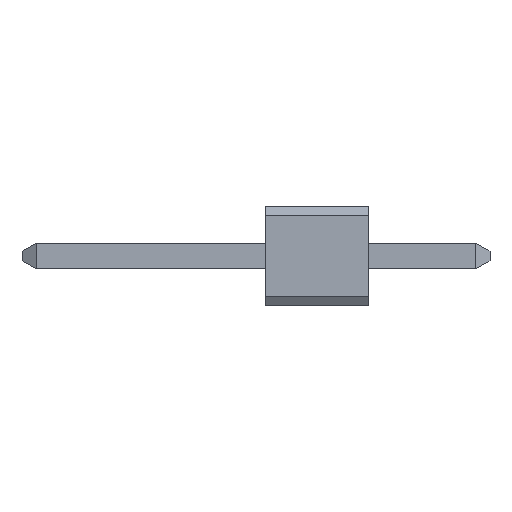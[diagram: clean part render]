
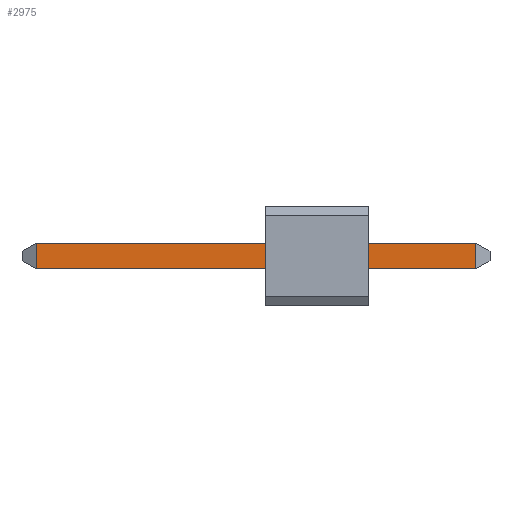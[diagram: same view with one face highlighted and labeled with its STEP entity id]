
A CAD part, left-side view. The second image highlights one B-rep face of the part: STEP entity #2975.
In plain terms, the highlighted planar face has unit normal (-1, 0, 0).
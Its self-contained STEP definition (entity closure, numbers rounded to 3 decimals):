
#129=FACE_OUTER_BOUND('',#315,.T.);
#315=EDGE_LOOP('',(#2373,#2374,#2375,#2376));
#623=LINE('',#4461,#1035);
#632=LINE('',#4479,#1044);
#636=LINE('',#4488,#1048);
#644=LINE('',#4502,#1056);
#1035=VECTOR('',#3630,10.);
#1044=VECTOR('',#3647,10.);
#1048=VECTOR('',#3655,10.);
#1056=VECTOR('',#3671,10.);
#1371=VERTEX_POINT('',#4451);
#1374=VERTEX_POINT('',#4459);
#1379=VERTEX_POINT('',#4478);
#1382=VERTEX_POINT('',#4487);
#1703=EDGE_CURVE('',#1374,#1371,#623,.T.);
#1712=EDGE_CURVE('',#1371,#1379,#632,.T.);
#1716=EDGE_CURVE('',#1379,#1382,#636,.T.);
#1724=EDGE_CURVE('',#1374,#1382,#644,.T.);
#2373=ORIENTED_EDGE('',*,*,#1703,.F.);
#2374=ORIENTED_EDGE('',*,*,#1724,.T.);
#2375=ORIENTED_EDGE('',*,*,#1716,.F.);
#2376=ORIENTED_EDGE('',*,*,#1712,.F.);
#2803=PLANE('',#3168);
#2975=ADVANCED_FACE('',(#129),#2803,.T.);
#3168=AXIS2_PLACEMENT_3D('',#4503,#3672,#3673);
#3630=DIRECTION('',(0.,0.,-1.));
#3647=DIRECTION('',(0.,1.,0.));
#3655=DIRECTION('',(0.,0.,1.));
#3671=DIRECTION('',(0.,1.,0.));
#3672=DIRECTION('center_axis',(-1.,0.,0.));
#3673=DIRECTION('ref_axis',(0.,0.,1.));
#4451=CARTESIAN_POINT('',(0.95,-2.654,0.91));
#4459=CARTESIAN_POINT('',(0.95,-2.654,1.55));
#4461=CARTESIAN_POINT('',(0.95,-2.654,1.07));
#4478=CARTESIAN_POINT('',(0.95,8.194,0.91));
#4479=CARTESIAN_POINT('',(0.95,0.,0.91));
#4487=CARTESIAN_POINT('',(0.95,8.194,1.55));
#4488=CARTESIAN_POINT('',(0.95,8.194,1.07));
#4502=CARTESIAN_POINT('',(0.95,0.,1.55));
#4503=CARTESIAN_POINT('Origin',(0.95,0.,0.91));
